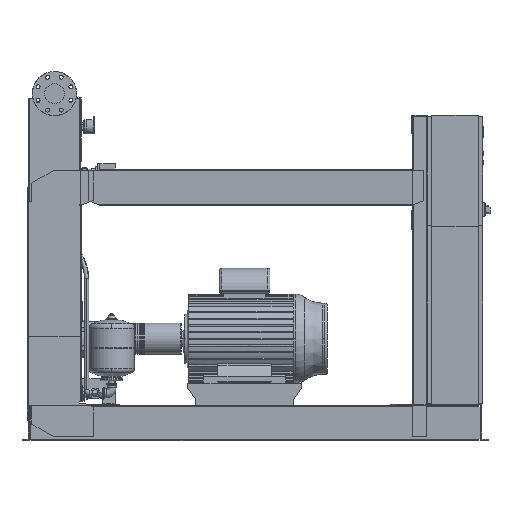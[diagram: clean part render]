
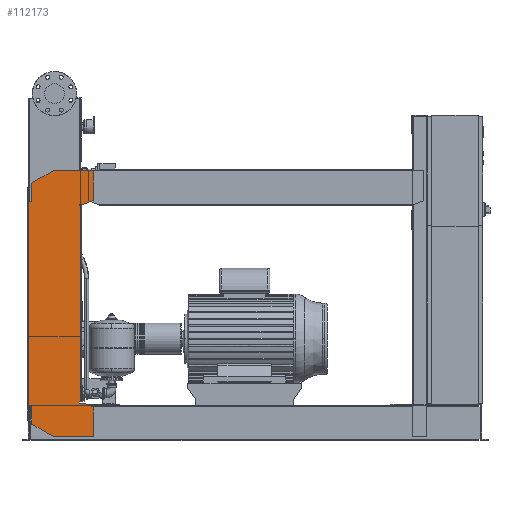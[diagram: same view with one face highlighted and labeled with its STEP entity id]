
A CAD part, front view. The second image highlights one B-rep face of the part: STEP entity #112173.
In plain terms, the highlighted free-form (B-spline) face has degree [1, 1] with [2, 2] control points.
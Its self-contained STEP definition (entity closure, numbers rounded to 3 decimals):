
#111658=CARTESIAN_POINT('',(-102.0,-463.5,1076.0));
#111659=VERTEX_POINT('',#111658);
#111666=CARTESIAN_POINT('',(-102.0,-463.5,1158.574));
#111667=VERTEX_POINT('',#111666);
#111668=CARTESIAN_POINT('',(-102.0,-463.5,1076.0));
#111669=DIRECTION('',(0.0,0.0,1.0));
#111670=VECTOR('',#111669,82.574);
#111671=LINE('',#111668,#111670);
#111672=EDGE_CURVE('',#111659,#111667,#111671,.T.);
#111690=CARTESIAN_POINT('',(-6.,-463.5,1214.0));
#111691=VERTEX_POINT('',#111690);
#111692=CARTESIAN_POINT('',(-102.0,-463.5,1158.574));
#111693=DIRECTION('',(0.866,0.0,0.5));
#111694=VECTOR('',#111693,110.851);
#111695=LINE('',#111692,#111694);
#111696=EDGE_CURVE('',#111667,#111691,#111695,.T.);
#111714=CARTESIAN_POINT('',(177.0,-463.5,1214.0));
#111715=VERTEX_POINT('',#111714);
#111716=CARTESIAN_POINT('',(-6.,-463.5,1214.0));
#111717=DIRECTION('',(1.0,0.0,0.0));
#111718=VECTOR('',#111717,183.0);
#111719=LINE('',#111716,#111718);
#111720=EDGE_CURVE('',#111691,#111715,#111719,.T.);
#111738=CARTESIAN_POINT('',(177.0,-463.5,1080.379));
#111739=VERTEX_POINT('',#111738);
#111740=CARTESIAN_POINT('',(177.0,-463.5,1214.0));
#111741=DIRECTION('',(0.0,0.0,-1.0));
#111742=VECTOR('',#111741,133.621);
#111743=LINE('',#111740,#111742);
#111744=EDGE_CURVE('',#111715,#111739,#111743,.T.);
#111762=CARTESIAN_POINT('',(132.,-463.5,1064.0));
#111763=VERTEX_POINT('',#111762);
#111764=CARTESIAN_POINT('',(177.0,-463.5,1080.379));
#111765=DIRECTION('',(-0.94,0.0,-0.342));
#111766=VECTOR('',#111765,47.888);
#111767=LINE('',#111764,#111766);
#111768=EDGE_CURVE('',#111739,#111763,#111767,.T.);
#111786=CARTESIAN_POINT('',(112.0,-463.5,1064.0));
#111787=VERTEX_POINT('',#111786);
#111788=CARTESIAN_POINT('',(132.,-463.5,1064.0));
#111789=DIRECTION('',(-1.0,0.0,0.0));
#111790=VECTOR('',#111789,20.);
#111791=LINE('',#111788,#111790);
#111792=EDGE_CURVE('',#111763,#111787,#111791,.T.);
#111810=CARTESIAN_POINT('',(112.0,-463.5,1056.0));
#111811=VERTEX_POINT('',#111810);
#111812=CARTESIAN_POINT('',(112.0,-463.5,1064.0));
#111813=DIRECTION('',(0.0,0.0,-1.0));
#111814=VECTOR('',#111813,8.0);
#111815=LINE('',#111812,#111814);
#111816=EDGE_CURVE('',#111787,#111811,#111815,.T.);
#111834=CARTESIAN_POINT('',(120.,-463.5,1056.0));
#111835=VERTEX_POINT('',#111834);
#111836=CARTESIAN_POINT('',(112.0,-463.5,1056.0));
#111837=DIRECTION('',(1.0,0.0,0.0));
#111838=VECTOR('',#111837,8.);
#111839=LINE('',#111836,#111838);
#111840=EDGE_CURVE('',#111811,#111835,#111839,.T.);
#111858=CARTESIAN_POINT('',(120.,-463.5,176.));
#111859=VERTEX_POINT('',#111858);
#111870=CARTESIAN_POINT('',(120.,-463.5,1056.0));
#111871=DIRECTION('',(0.0,0.0,-1.0));
#111872=VECTOR('',#111871,880.);
#111873=LINE('',#111870,#111872);
#111874=EDGE_CURVE('',#111835,#111859,#111873,.T.);
#111888=CARTESIAN_POINT('',(112.,-463.5,176.));
#111889=VERTEX_POINT('',#111888);
#111890=CARTESIAN_POINT('',(120.,-463.5,176.));
#111891=DIRECTION('',(-1.0,0.0,0.0));
#111892=VECTOR('',#111891,8.);
#111893=LINE('',#111890,#111892);
#111894=EDGE_CURVE('',#111859,#111889,#111893,.T.);
#111912=CARTESIAN_POINT('',(112.,-463.5,168.));
#111913=VERTEX_POINT('',#111912);
#111914=CARTESIAN_POINT('',(112.,-463.5,176.));
#111915=DIRECTION('',(0.0,0.0,-1.0));
#111916=VECTOR('',#111915,8.0);
#111917=LINE('',#111914,#111916);
#111918=EDGE_CURVE('',#111889,#111913,#111917,.T.);
#111936=CARTESIAN_POINT('',(132.,-463.5,168.));
#111937=VERTEX_POINT('',#111936);
#111938=CARTESIAN_POINT('',(112.,-463.5,168.));
#111939=DIRECTION('',(1.0,0.0,0.0));
#111940=VECTOR('',#111939,20.0);
#111941=LINE('',#111938,#111940);
#111942=EDGE_CURVE('',#111913,#111937,#111941,.T.);
#111960=CARTESIAN_POINT('',(177.,-463.5,151.621));
#111961=VERTEX_POINT('',#111960);
#111962=CARTESIAN_POINT('',(132.,-463.5,168.));
#111963=DIRECTION('',(0.94,0.0,-0.342));
#111964=VECTOR('',#111963,47.888);
#111965=LINE('',#111962,#111964);
#111966=EDGE_CURVE('',#111937,#111961,#111965,.T.);
#111984=CARTESIAN_POINT('',(177.,-463.5,18.0));
#111985=VERTEX_POINT('',#111984);
#111986=CARTESIAN_POINT('',(177.,-463.5,151.621));
#111987=DIRECTION('',(0.0,0.0,-1.0));
#111988=VECTOR('',#111987,133.621);
#111989=LINE('',#111986,#111988);
#111990=EDGE_CURVE('',#111961,#111985,#111989,.T.);
#112008=CARTESIAN_POINT('',(-4.,-463.5,18.0));
#112009=VERTEX_POINT('',#112008);
#112010=CARTESIAN_POINT('',(177.,-463.5,18.0));
#112011=DIRECTION('',(-1.0,0.0,0.0));
#112012=VECTOR('',#112011,181.);
#112013=LINE('',#112010,#112012);
#112014=EDGE_CURVE('',#111985,#112009,#112013,.T.);
#112032=CARTESIAN_POINT('',(-102.,-463.5,74.58));
#112033=VERTEX_POINT('',#112032);
#112034=CARTESIAN_POINT('',(-4.,-463.5,18.0));
#112035=DIRECTION('',(-0.866,0.,0.5));
#112036=VECTOR('',#112035,113.161);
#112037=LINE('',#112034,#112036);
#112038=EDGE_CURVE('',#112009,#112033,#112037,.T.);
#112056=CARTESIAN_POINT('',(-102.,-463.5,156.0));
#112057=VERTEX_POINT('',#112056);
#112058=CARTESIAN_POINT('',(-102.,-463.5,74.58));
#112059=DIRECTION('',(0.0,0.0,1.0));
#112060=VECTOR('',#112059,81.42);
#112061=LINE('',#112058,#112060);
#112062=EDGE_CURVE('',#112033,#112057,#112061,.T.);
#112080=CARTESIAN_POINT('',(-122.,-463.5,156.0));
#112081=VERTEX_POINT('',#112080);
#112082=CARTESIAN_POINT('',(-102.,-463.5,156.0));
#112083=DIRECTION('',(-1.0,0.0,0.0));
#112084=VECTOR('',#112083,20.0);
#112085=LINE('',#112082,#112084);
#112086=EDGE_CURVE('',#112057,#112081,#112085,.T.);
#112104=CARTESIAN_POINT('',(-122.0,-463.5,1076.0));
#112105=VERTEX_POINT('',#112104);
#112118=CARTESIAN_POINT('',(-122.,-463.5,156.0));
#112119=DIRECTION('',(0.0,0.0,1.0));
#112120=VECTOR('',#112119,920.0);
#112121=LINE('',#112118,#112120);
#112122=EDGE_CURVE('',#112081,#112105,#112121,.T.);
#112136=CARTESIAN_POINT('',(-122.0,-463.5,1076.0));
#112137=DIRECTION('',(1.0,0.0,0.0));
#112138=VECTOR('',#112137,20.0);
#112139=LINE('',#112136,#112138);
#112140=EDGE_CURVE('',#112105,#111659,#112139,.T.);
#112146=CARTESIAN_POINT('',(-122.,-463.5,18.0));
#112147=CARTESIAN_POINT('',(177.0,-463.5,18.0));
#112148=CARTESIAN_POINT('',(-122.,-463.5,1214.0));
#112149=CARTESIAN_POINT('',(177.0,-463.5,1214.0));
#112150=B_SPLINE_SURFACE_WITH_KNOTS('',1,1,((#112146,#112148),(#112147,#112149)),.UNSPECIFIED.,.F.,.F.,.U.,(2,2),(2,2),(0.0,299.),(0.0,1196.0),.UNSPECIFIED.);
#112151=ORIENTED_EDGE('',*,*,#112140,.F.);
#112152=ORIENTED_EDGE('',*,*,#112122,.F.);
#112153=ORIENTED_EDGE('',*,*,#112086,.F.);
#112154=ORIENTED_EDGE('',*,*,#112062,.F.);
#112155=ORIENTED_EDGE('',*,*,#112038,.F.);
#112156=ORIENTED_EDGE('',*,*,#112014,.F.);
#112157=ORIENTED_EDGE('',*,*,#111990,.F.);
#112158=ORIENTED_EDGE('',*,*,#111966,.F.);
#112159=ORIENTED_EDGE('',*,*,#111942,.F.);
#112160=ORIENTED_EDGE('',*,*,#111918,.F.);
#112161=ORIENTED_EDGE('',*,*,#111894,.F.);
#112162=ORIENTED_EDGE('',*,*,#111874,.F.);
#112163=ORIENTED_EDGE('',*,*,#111840,.F.);
#112164=ORIENTED_EDGE('',*,*,#111816,.F.);
#112165=ORIENTED_EDGE('',*,*,#111792,.F.);
#112166=ORIENTED_EDGE('',*,*,#111768,.F.);
#112167=ORIENTED_EDGE('',*,*,#111744,.F.);
#112168=ORIENTED_EDGE('',*,*,#111720,.F.);
#112169=ORIENTED_EDGE('',*,*,#111696,.F.);
#112170=ORIENTED_EDGE('',*,*,#111672,.F.);
#112171=EDGE_LOOP('',(#112151,#112152,#112153,#112154,#112155,#112156,#112157,#112158,#112159,#112160,#112161,#112162,#112163,#112164,#112165,#112166,#112167,#112168,#112169,#112170));
#112172=FACE_OUTER_BOUND('',#112171,.T.);
#112173=ADVANCED_FACE('',(#112172),#112150,.T.);
